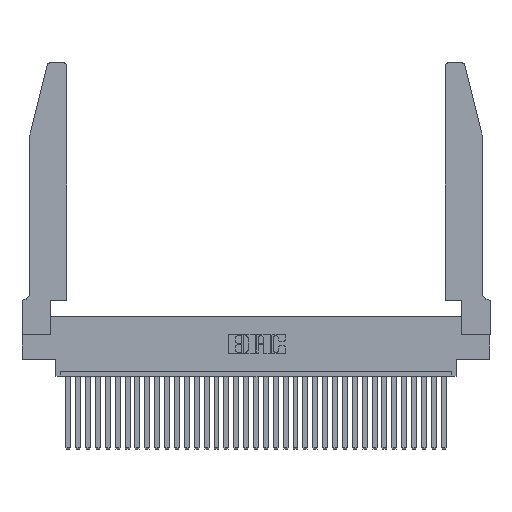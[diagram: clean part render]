
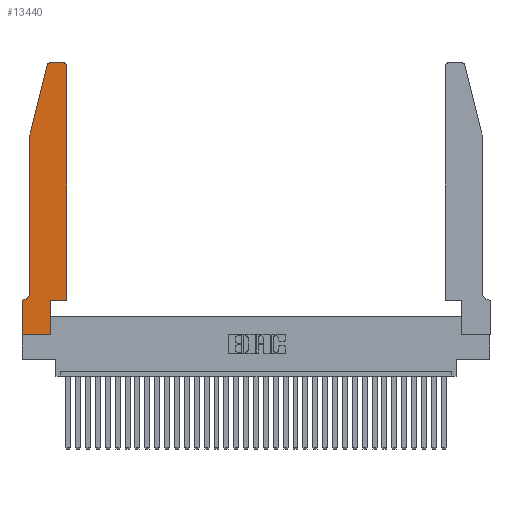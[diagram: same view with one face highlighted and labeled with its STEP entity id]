
A CAD part, top view. The second image highlights one B-rep face of the part: STEP entity #13440.
In plain terms, the highlighted planar face has unit normal (0, 0, 1).
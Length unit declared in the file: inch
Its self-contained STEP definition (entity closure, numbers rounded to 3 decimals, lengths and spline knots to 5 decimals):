
#64 = VERTEX_POINT ( 'NONE', #28004 ) ;
#1113 = DIRECTION ( 'NONE',  ( 1., 0., 0. ) ) ;
#1563 = CARTESIAN_POINT ( 'NONE',  ( 0.2865, 0., 0.37 ) ) ;
#1569 = CARTESIAN_POINT ( 'NONE',  ( 0.0055, 0.42, 0.37 ) ) ;
#1726 = DIRECTION ( 'NONE',  ( -1., 0., 0. ) ) ;
#2833 = CARTESIAN_POINT ( 'NONE',  ( 0., 0., 0.37 ) ) ;
#3233 = EDGE_CURVE ( 'NONE', #64, #26892, #25943, .T. ) ;
#3259 = ORIENTED_EDGE ( 'NONE', *, *, #31462, .T. ) ;
#3746 = CARTESIAN_POINT ( 'NONE',  ( 0.0755, 2., 0.37 ) ) ;
#4136 = VECTOR ( 'NONE', #33878, 39.37008 ) ;
#4248 = CARTESIAN_POINT ( 'NONE',  ( 0.284, 2.75, 0.37 ) ) ;
#4312 = EDGE_CURVE ( 'NONE', #9396, #6165, #22132, .T. ) ;
#4364 = AXIS2_PLACEMENT_3D ( 'NONE', #32966, #11664, #17046 ) ;
#4736 = EDGE_CURVE ( 'NONE', #20996, #10827, #32504, .T. ) ;
#4964 = CARTESIAN_POINT ( 'NONE',  ( 0.0755, 2., 0.37 ) ) ;
#5551 = CARTESIAN_POINT ( 'NONE',  ( 0.2865, 0.35, 0.37 ) ) ;
#5955 = CARTESIAN_POINT ( 'NONE',  ( 0., 0.35, 0.37 ) ) ;
#6165 = VERTEX_POINT ( 'NONE', #3746 ) ;
#6345 = LINE ( 'NONE', #15072, #33879 ) ;
#7539 = DIRECTION ( 'NONE',  ( 0., 1., 0. ) ) ;
#7815 = VERTEX_POINT ( 'NONE', #22508 ) ;
#8566 = ORIENTED_EDGE ( 'NONE', *, *, #22413, .T. ) ;
#8690 = ORIENTED_EDGE ( 'NONE', *, *, #21550, .T. ) ;
#8731 = CARTESIAN_POINT ( 'NONE',  ( 0.25487, 2.72718, 0.37 ) ) ;
#8815 = ORIENTED_EDGE ( 'NONE', *, *, #16474, .T. ) ;
#8900 = CARTESIAN_POINT ( 'NONE',  ( 0.4505, 2.72, 0.37 ) ) ;
#9190 = CARTESIAN_POINT ( 'NONE',  ( 0.4205, 2.72, 0.37 ) ) ;
#9396 = VERTEX_POINT ( 'NONE', #8731 ) ;
#9988 = EDGE_CURVE ( 'NONE', #34226, #9396, #27002, .T. ) ;
#10123 = EDGE_CURVE ( 'NONE', #29993, #20996, #28711, .T. ) ;
#10827 = VERTEX_POINT ( 'NONE', #20138 ) ;
#11664 = DIRECTION ( 'NONE',  ( 0., 0., 1. ) ) ;
#11997 = CARTESIAN_POINT ( 'NONE',  ( 0.0055, 0.35, 0.37 ) ) ;
#12447 = EDGE_CURVE ( 'NONE', #10827, #7815, #15246, .T. ) ;
#12955 = LINE ( 'NONE', #20607, #4136 ) ;
#13231 = ORIENTED_EDGE ( 'NONE', *, *, #12447, .T. ) ;
#13440 = ADVANCED_FACE ( 'NONE', ( #16806 ), #32839, .T. ) ;
#13965 = EDGE_LOOP ( 'NONE', ( #3259, #30637, #20121, #27601, #25939, #8690, #22780, #27019, #28045, #13231, #8566, #8815 ) ) ;
#14513 = DIRECTION ( 'NONE',  ( 1., 0., 0. ) ) ;
#15072 = CARTESIAN_POINT ( 'NONE',  ( 0.0755, 0.35, 0.37 ) ) ;
#15246 = LINE ( 'NONE', #24630, #25638 ) ;
#15919 = VECTOR ( 'NONE', #24131, 39.37008 ) ;
#16474 = EDGE_CURVE ( 'NONE', #17636, #24334, #24596, .T. ) ;
#16806 = FACE_OUTER_BOUND ( 'NONE', #13965, .T. ) ;
#17046 = DIRECTION ( 'NONE',  ( 1., 0., 0. ) ) ;
#17636 = VERTEX_POINT ( 'NONE', #8900 ) ;
#18005 = LINE ( 'NONE', #20888, #27957 ) ;
#18759 = DIRECTION ( 'NONE',  ( -0.239, -0.971, 0. ) ) ;
#18866 = AXIS2_PLACEMENT_3D ( 'NONE', #1569, #25380, #31054 ) ;
#19136 = DIRECTION ( 'NONE',  ( 1., 0., 0. ) ) ;
#20121 = ORIENTED_EDGE ( 'NONE', *, *, #4312, .T. ) ;
#20138 = CARTESIAN_POINT ( 'NONE',  ( 0.2865, 0.35, 0.37 ) ) ;
#20316 = VECTOR ( 'NONE', #23669, 39.37008 ) ;
#20459 = EDGE_CURVE ( 'NONE', #25746, #29993, #21033, .T. ) ;
#20607 = CARTESIAN_POINT ( 'NONE',  ( 0.2605, 2.75, 0.37 ) ) ;
#20888 = CARTESIAN_POINT ( 'NONE',  ( 0.4505, 0.35, 0.37 ) ) ;
#20996 = VERTEX_POINT ( 'NONE', #1563 ) ;
#21033 = LINE ( 'NONE', #2833, #28528 ) ;
#21550 = EDGE_CURVE ( 'NONE', #26892, #25746, #6345, .T. ) ;
#22132 = LINE ( 'NONE', #29242, #30457 ) ;
#22413 = EDGE_CURVE ( 'NONE', #7815, #17636, #18005, .T. ) ;
#22508 = CARTESIAN_POINT ( 'NONE',  ( 0.4505, 0.35, 0.37 ) ) ;
#22579 = DIRECTION ( 'NONE',  ( 0., 0., 1. ) ) ;
#22780 = ORIENTED_EDGE ( 'NONE', *, *, #20459, .T. ) ;
#22872 = CARTESIAN_POINT ( 'NONE',  ( 0., 0., 0.37 ) ) ;
#23197 = DIRECTION ( 'NONE',  ( 0., 0., 1. ) ) ;
#23669 = DIRECTION ( 'NONE',  ( 0., -1., 0. ) ) ;
#24131 = DIRECTION ( 'NONE',  ( 0., 1., 0. ) ) ;
#24334 = VERTEX_POINT ( 'NONE', #25530 ) ;
#24547 = EDGE_CURVE ( 'NONE', #6165, #64, #29875, .T. ) ;
#24596 = CIRCLE ( 'NONE', #27368, 0.03 ) ;
#24630 = CARTESIAN_POINT ( 'NONE',  ( 0.4505, 0.35, 0.37 ) ) ;
#25380 = DIRECTION ( 'NONE',  ( 0., 0., -1. ) ) ;
#25530 = CARTESIAN_POINT ( 'NONE',  ( 0.4205, 2.75, 0.37 ) ) ;
#25638 = VECTOR ( 'NONE', #19136, 39.37008 ) ;
#25746 = VERTEX_POINT ( 'NONE', #5955 ) ;
#25939 = ORIENTED_EDGE ( 'NONE', *, *, #3233, .T. ) ;
#25943 = CIRCLE ( 'NONE', #18866, 0.07 ) ;
#26826 = AXIS2_PLACEMENT_3D ( 'NONE', #28632, #23197, #31324 ) ;
#26848 = DIRECTION ( 'NONE',  ( 0., -1., 0. ) ) ;
#26892 = VERTEX_POINT ( 'NONE', #11997 ) ;
#27002 = CIRCLE ( 'NONE', #26826, 0.03 ) ;
#27019 = ORIENTED_EDGE ( 'NONE', *, *, #10123, .T. ) ;
#27368 = AXIS2_PLACEMENT_3D ( 'NONE', #9190, #22579, #1113 ) ;
#27406 = VECTOR ( 'NONE', #14513, 39.37008 ) ;
#27601 = ORIENTED_EDGE ( 'NONE', *, *, #24547, .T. ) ;
#27957 = VECTOR ( 'NONE', #7539, 39.37008 ) ;
#28004 = CARTESIAN_POINT ( 'NONE',  ( 0.0755, 0.42, 0.37 ) ) ;
#28045 = ORIENTED_EDGE ( 'NONE', *, *, #4736, .T. ) ;
#28528 = VECTOR ( 'NONE', #26848, 39.37008 ) ;
#28632 = CARTESIAN_POINT ( 'NONE',  ( 0.284, 2.72, 0.37 ) ) ;
#28711 = LINE ( 'NONE', #22872, #27406 ) ;
#29242 = CARTESIAN_POINT ( 'NONE',  ( 0.0755, 2., 0.37 ) ) ;
#29875 = LINE ( 'NONE', #4964, #20316 ) ;
#29993 = VERTEX_POINT ( 'NONE', #31193 ) ;
#30457 = VECTOR ( 'NONE', #18759, 39.37008 ) ;
#30637 = ORIENTED_EDGE ( 'NONE', *, *, #9988, .T. ) ;
#31054 = DIRECTION ( 'NONE',  ( -1., 0., 0. ) ) ;
#31193 = CARTESIAN_POINT ( 'NONE',  ( 0., 0., 0.37 ) ) ;
#31324 = DIRECTION ( 'NONE',  ( 1., 0., 0. ) ) ;
#31462 = EDGE_CURVE ( 'NONE', #24334, #34226, #12955, .T. ) ;
#32504 = LINE ( 'NONE', #5551, #15919 ) ;
#32839 = PLANE ( 'NONE',  #4364 ) ;
#32966 = CARTESIAN_POINT ( 'NONE',  ( 0., 0.35, 0.37 ) ) ;
#33878 = DIRECTION ( 'NONE',  ( -1., 0., 0. ) ) ;
#33879 = VECTOR ( 'NONE', #1726, 39.37008 ) ;
#34226 = VERTEX_POINT ( 'NONE', #4248 ) ;
